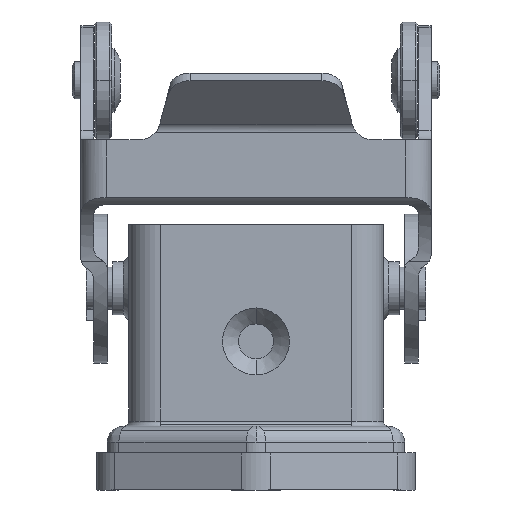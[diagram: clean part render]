
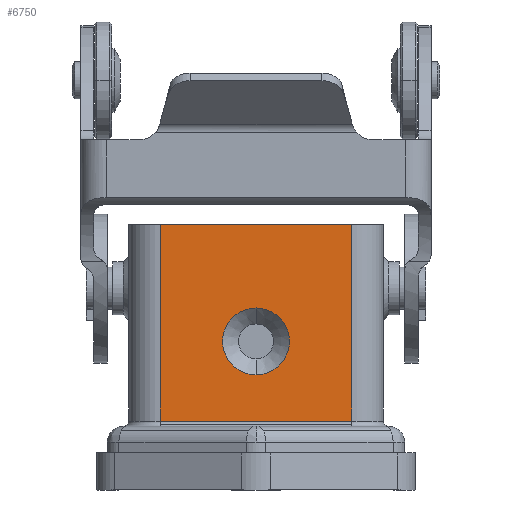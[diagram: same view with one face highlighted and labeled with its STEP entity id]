
A CAD part, left-side view. The second image highlights one B-rep face of the part: STEP entity #6750.
In plain terms, the highlighted planar face has unit normal (-1, 0, 0).
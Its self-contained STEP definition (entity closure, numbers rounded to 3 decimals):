
#1864=CARTESIAN_POINT('',(-12.,-9.,-12.5));
#1865=VERTEX_POINT('',#1864);
#1873=CARTESIAN_POINT('',(-12.,9.,-12.5));
#1874=VERTEX_POINT('',#1873);
#1875=CARTESIAN_POINT('',(-12.,-9.,-12.5));
#1876=DIRECTION('',(0.0,1.0,0.0));
#1877=VECTOR('',#1876,18.);
#1878=LINE('',#1875,#1877);
#1879=EDGE_CURVE('',#1865,#1874,#1878,.T.);
#2554=CARTESIAN_POINT('',(-12.,0.0,-1.85));
#2555=VERTEX_POINT('',#2554);
#2571=CARTESIAN_POINT('',(-12.,0.,-8.15));
#2572=VERTEX_POINT('',#2571);
#2579=CARTESIAN_POINT('',(-12.,0.0,-5.0));
#2580=DIRECTION('',(1.0,0.0,0.0));
#2581=DIRECTION('',(0.0,0.0,1.0));
#2582=AXIS2_PLACEMENT_3D('',#2579,#2580,#2581);
#2583=CIRCLE('',#2582,3.15);
#2584=EDGE_CURVE('',#2555,#2572,#2583,.T.);
#4198=CARTESIAN_POINT('',(-12.,0.0,-5.0));
#4199=DIRECTION('',(1.0,0.0,0.0));
#4200=DIRECTION('',(0.0,0.0,1.0));
#4201=AXIS2_PLACEMENT_3D('',#4198,#4199,#4200);
#4202=CIRCLE('',#4201,3.15);
#4203=EDGE_CURVE('',#2572,#2555,#4202,.T.);
#6508=CARTESIAN_POINT('',(-12.,-9.,6.));
#6509=VERTEX_POINT('',#6508);
#6517=CARTESIAN_POINT('',(-12.,-9.,-12.5));
#6518=DIRECTION('',(0.0,0.0,1.0));
#6519=VECTOR('',#6518,18.5);
#6520=LINE('',#6517,#6519);
#6521=EDGE_CURVE('',#1865,#6509,#6520,.T.);
#6723=CARTESIAN_POINT('',(-12.,-9.,-17.0));
#6724=DIRECTION('',(-1.0,0.0,0.0));
#6725=DIRECTION('',(0.0,0.0,1.0));
#6726=AXIS2_PLACEMENT_3D('',#6723,#6724,#6725);
#6727=PLANE('',#6726);
#6728=ORIENTED_EDGE('',*,*,#1879,.F.);
#6729=ORIENTED_EDGE('',*,*,#6521,.T.);
#6730=CARTESIAN_POINT('',(-12.,9.,6.));
#6731=VERTEX_POINT('',#6730);
#6732=CARTESIAN_POINT('',(-12.,-9.,6.));
#6733=DIRECTION('',(0.0,1.0,0.0));
#6734=VECTOR('',#6733,18.);
#6735=LINE('',#6732,#6734);
#6736=EDGE_CURVE('',#6509,#6731,#6735,.T.);
#6737=ORIENTED_EDGE('',*,*,#6736,.T.);
#6738=CARTESIAN_POINT('',(-12.,9.,-12.5));
#6739=DIRECTION('',(0.0,0.0,1.0));
#6740=VECTOR('',#6739,18.5);
#6741=LINE('',#6738,#6740);
#6742=EDGE_CURVE('',#1874,#6731,#6741,.T.);
#6743=ORIENTED_EDGE('',*,*,#6742,.F.);
#6744=EDGE_LOOP('',(#6728,#6729,#6737,#6743));
#6745=FACE_OUTER_BOUND('',#6744,.T.);
#6746=ORIENTED_EDGE('',*,*,#2584,.T.);
#6747=ORIENTED_EDGE('',*,*,#4203,.T.);
#6748=EDGE_LOOP('',(#6746,#6747));
#6749=FACE_BOUND('',#6748,.T.);
#6750=ADVANCED_FACE('',(#6745,#6749),#6727,.T.);
